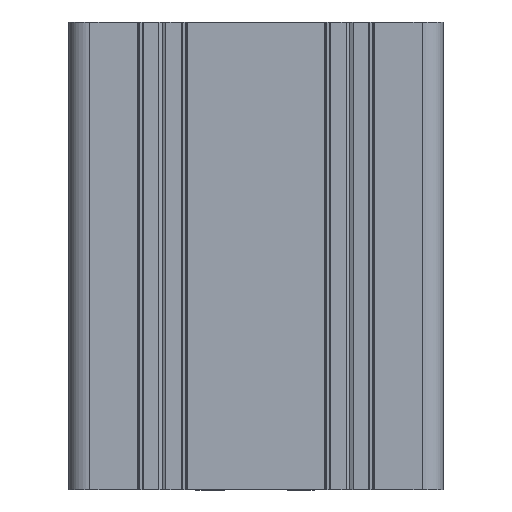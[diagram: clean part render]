
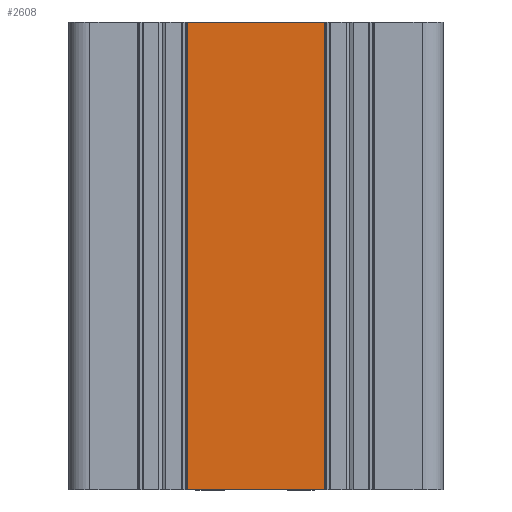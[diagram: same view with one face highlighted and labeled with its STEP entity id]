
A CAD part, front view. The second image highlights one B-rep face of the part: STEP entity #2608.
In plain terms, the highlighted planar face has unit normal (0, -1, 0).
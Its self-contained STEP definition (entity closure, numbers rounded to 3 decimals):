
#1 = AXIS2_PLACEMENT_3D ( 'NONE', #14572, #6218, #14619 ) ;
#545 = EDGE_CURVE ( 'NONE', #13769, #2634, #6792, .T. ) ;
#1680 = VERTEX_POINT ( 'NONE', #12866 ) ;
#1966 = VECTOR ( 'NONE', #7409, 1000. ) ;
#2139 = CARTESIAN_POINT ( 'NONE',  ( 6926.09, 3366.09, 100. ) ) ;
#2485 = LINE ( 'NONE', #2139, #15231 ) ;
#2608 = ADVANCED_FACE ( 'NONE', ( #14661 ), #5027, .F. ) ;
#2634 = VERTEX_POINT ( 'NONE', #14669 ) ;
#2794 = EDGE_CURVE ( 'NONE', #2634, #13940, #2815, .T. ) ;
#2815 = LINE ( 'NONE', #5761, #15185 ) ;
#3520 = ORIENTED_EDGE ( 'NONE', *, *, #2794, .F. ) ;
#4727 = CARTESIAN_POINT ( 'NONE',  ( 6955.49, 3366.09, 0. ) ) ;
#4813 = CARTESIAN_POINT ( 'NONE',  ( 6968.59, 3366.09, 100. ) ) ;
#5027 = PLANE ( 'NONE',  #1 ) ;
#5761 = CARTESIAN_POINT ( 'NONE',  ( 6955.49, 3366.09, 100. ) ) ;
#6218 = DIRECTION ( 'NONE',  ( 0., 1., 0. ) ) ;
#6556 = EDGE_LOOP ( 'NONE', ( #3520, #12945, #15419, #12572 ) ) ;
#6792 = LINE ( 'NONE', #4813, #9609 ) ;
#7409 = DIRECTION ( 'NONE',  ( -1., 0., 0. ) ) ;
#7887 = EDGE_CURVE ( 'NONE', #13940, #1680, #8729, .T. ) ;
#8729 = LINE ( 'NONE', #13392, #1966 ) ;
#8960 = EDGE_CURVE ( 'NONE', #1680, #13769, #2485, .T. ) ;
#9609 = VECTOR ( 'NONE', #9624, 1000. ) ;
#9624 = DIRECTION ( 'NONE',  ( 1., 0., 0. ) ) ;
#10299 = CARTESIAN_POINT ( 'NONE',  ( 6926.09, 3366.09, 100. ) ) ;
#10536 = DIRECTION ( 'NONE',  ( 0., 0., 1. ) ) ;
#12572 = ORIENTED_EDGE ( 'NONE', *, *, #7887, .F. ) ;
#12866 = CARTESIAN_POINT ( 'NONE',  ( 6926.09, 3366.09, 0. ) ) ;
#12945 = ORIENTED_EDGE ( 'NONE', *, *, #545, .F. ) ;
#13392 = CARTESIAN_POINT ( 'NONE',  ( 6968.59, 3366.09, 0. ) ) ;
#13769 = VERTEX_POINT ( 'NONE', #10299 ) ;
#13940 = VERTEX_POINT ( 'NONE', #4727 ) ;
#14157 = DIRECTION ( 'NONE',  ( 0., 0., -1. ) ) ;
#14572 = CARTESIAN_POINT ( 'NONE',  ( 6926.09, 3366.09, 100. ) ) ;
#14619 = DIRECTION ( 'NONE',  ( -1., 0., 0. ) ) ;
#14661 = FACE_OUTER_BOUND ( 'NONE', #6556, .T. ) ;
#14669 = CARTESIAN_POINT ( 'NONE',  ( 6955.49, 3366.09, 100. ) ) ;
#15185 = VECTOR ( 'NONE', #14157, 1000. ) ;
#15231 = VECTOR ( 'NONE', #10536, 1000. ) ;
#15419 = ORIENTED_EDGE ( 'NONE', *, *, #8960, .F. ) ;
